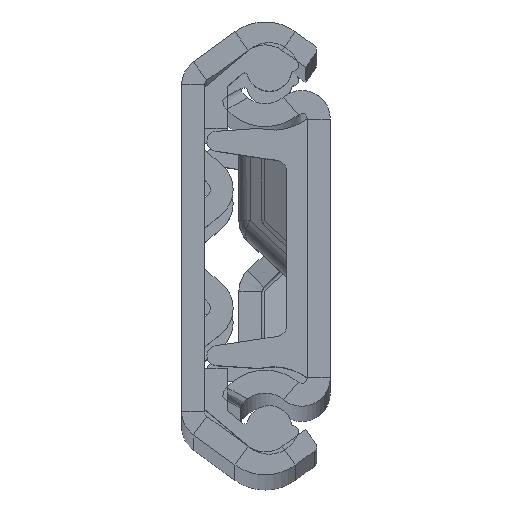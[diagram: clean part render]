
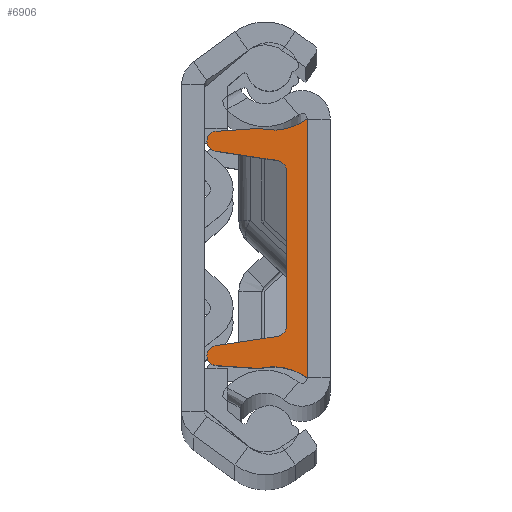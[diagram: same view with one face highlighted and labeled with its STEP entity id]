
A CAD part, top view. The second image highlights one B-rep face of the part: STEP entity #6906.
In plain terms, the highlighted face is planar.
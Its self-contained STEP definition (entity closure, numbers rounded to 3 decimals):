
#91 = ORIENTED_EDGE ( 'NONE', *, *, #3372, .T. ) ;
#93 = ORIENTED_EDGE ( 'NONE', *, *, #4587, .T. ) ;
#261 = VECTOR ( 'NONE', #6584, 1000. ) ;
#323 = DIRECTION ( 'NONE',  ( 1., 0., 0. ) ) ;
#550 = CARTESIAN_POINT ( 'NONE',  ( 6., 10.734, 0.718 ) ) ;
#605 = CARTESIAN_POINT ( 'NONE',  ( 6., 9.375, 7.925 ) ) ;
#668 = ORIENTED_EDGE ( 'NONE', *, *, #4079, .F. ) ;
#677 = EDGE_CURVE ( 'NONE', #3335, #2621, #2546, .T. ) ;
#802 = CARTESIAN_POINT ( 'NONE',  ( 6., 7.697, 2.651 ) ) ;
#1100 = AXIS2_PLACEMENT_3D ( 'NONE', #9351, #2552, #1805 ) ;
#1167 = DIRECTION ( 'NONE',  ( 0., 0., -1. ) ) ;
#1247 = CIRCLE ( 'NONE', #1100, 1. ) ;
#1299 = EDGE_CURVE ( 'NONE', #3622, #3873, #2290, .T. ) ;
#1418 = VERTEX_POINT ( 'NONE', #7584 ) ;
#1469 = DIRECTION ( 'NONE',  ( 1., 0., 0. ) ) ;
#1560 = DIRECTION ( 'NONE',  ( 0., 0.149, -0.989 ) ) ;
#1610 = VERTEX_POINT ( 'NONE', #802 ) ;
#1702 = CARTESIAN_POINT ( 'NONE',  ( 6., 0., 0. ) ) ;
#1805 = DIRECTION ( 'NONE',  ( 0., 0., -1. ) ) ;
#1897 = CIRCLE ( 'NONE', #2692, 5. ) ;
#1919 = PLANE ( 'NONE',  #3651 ) ;
#2094 = LINE ( 'NONE', #550, #7896 ) ;
#2169 = ORIENTED_EDGE ( 'NONE', *, *, #2523, .T. ) ;
#2199 = CIRCLE ( 'NONE', #9022, 0.875 ) ;
#2290 = CIRCLE ( 'NONE', #8792, 0.875 ) ;
#2523 = EDGE_CURVE ( 'NONE', #1418, #9038, #6783, .T. ) ;
#2538 = ORIENTED_EDGE ( 'NONE', *, *, #677, .F. ) ;
#2546 = LINE ( 'NONE', #1702, #8184 ) ;
#2552 = DIRECTION ( 'NONE',  ( 1., 0., 0. ) ) ;
#2621 = VERTEX_POINT ( 'NONE', #4306 ) ;
#2627 = ORIENTED_EDGE ( 'NONE', *, *, #2917, .T. ) ;
#2636 = VERTEX_POINT ( 'NONE', #3656 ) ;
#2692 = AXIS2_PLACEMENT_3D ( 'NONE', #8841, #8068, #4283 ) ;
#2711 = CARTESIAN_POINT ( 'NONE',  ( 6., 10.5, 4.216 ) ) ;
#2917 = EDGE_CURVE ( 'NONE', #5682, #8088, #2094, .T. ) ;
#2964 = VERTEX_POINT ( 'NONE', #6537 ) ;
#3007 = EDGE_CURVE ( 'NONE', #6226, #3873, #4252, .T. ) ;
#3172 = CARTESIAN_POINT ( 'NONE',  ( 6., -6.708, 1.8 ) ) ;
#3205 = AXIS2_PLACEMENT_3D ( 'NONE', #7239, #9543, #3309 ) ;
#3223 = CARTESIAN_POINT ( 'NONE',  ( 6., -9.375, 7.925 ) ) ;
#3309 = DIRECTION ( 'NONE',  ( 0., 0., -1. ) ) ;
#3335 = VERTEX_POINT ( 'NONE', #3500 ) ;
#3372 = EDGE_CURVE ( 'NONE', #2636, #8826, #5605, .T. ) ;
#3437 = ORIENTED_EDGE ( 'NONE', *, *, #9791, .F. ) ;
#3500 = CARTESIAN_POINT ( 'NONE',  ( 6., 11.35, 0. ) ) ;
#3622 = VERTEX_POINT ( 'NONE', #6144 ) ;
#3651 = AXIS2_PLACEMENT_3D ( 'NONE', #4970, #7996, #1167 ) ;
#3653 = DIRECTION ( 'NONE',  ( 1., 0., 0. ) ) ;
#3654 = EDGE_LOOP ( 'NONE', ( #3437, #9475, #5679, #9016, #668, #2538, #9436, #2627, #93, #2169, #5861, #5187, #91, #3732 ) ) ;
#3656 = CARTESIAN_POINT ( 'NONE',  ( 6., 6.708, 1.8 ) ) ;
#3697 = VECTOR ( 'NONE', #1560, 1000. ) ;
#3732 = ORIENTED_EDGE ( 'NONE', *, *, #6081, .F. ) ;
#3833 = CIRCLE ( 'NONE', #3205, 1. ) ;
#3873 = VERTEX_POINT ( 'NONE', #5135 ) ;
#3968 = DIRECTION ( 'NONE',  ( 1., 0., 0. ) ) ;
#4079 = EDGE_CURVE ( 'NONE', #2621, #6226, #5701, .T. ) ;
#4215 = CARTESIAN_POINT ( 'NONE',  ( 6., 9.375, 7.925 ) ) ;
#4252 = LINE ( 'NONE', #7433, #6148 ) ;
#4283 = DIRECTION ( 'NONE',  ( 0., 0., -1. ) ) ;
#4306 = CARTESIAN_POINT ( 'NONE',  ( 6., -11.35, 0. ) ) ;
#4359 = EDGE_CURVE ( 'NONE', #2964, #3622, #6343, .T. ) ;
#4457 = CARTESIAN_POINT ( 'NONE',  ( 6., -7.136, -1.074 ) ) ;
#4587 = EDGE_CURVE ( 'NONE', #8088, #1418, #2199, .T. ) ;
#4600 = AXIS2_PLACEMENT_3D ( 'NONE', #7757, #3968, #6349 ) ;
#4610 = DIRECTION ( 'NONE',  ( 0., 0., -1. ) ) ;
#4855 = EDGE_CURVE ( 'NONE', #2636, #1610, #1247, .T. ) ;
#4970 = CARTESIAN_POINT ( 'NONE',  ( 6., 0., 0. ) ) ;
#5135 = CARTESIAN_POINT ( 'NONE',  ( 6., -10.248, 7.983 ) ) ;
#5187 = ORIENTED_EDGE ( 'NONE', *, *, #4855, .F. ) ;
#5200 = DIRECTION ( 'NONE',  ( 0., 0.067, 0.998 ) ) ;
#5594 = DIRECTION ( 'NONE',  ( 0., -1., 0. ) ) ;
#5605 = LINE ( 'NONE', #7193, #261 ) ;
#5679 = ORIENTED_EDGE ( 'NONE', *, *, #1299, .T. ) ;
#5682 = VERTEX_POINT ( 'NONE', #2711 ) ;
#5701 = CIRCLE ( 'NONE', #6021, 5. ) ;
#5780 = LINE ( 'NONE', #8995, #7793 ) ;
#5861 = ORIENTED_EDGE ( 'NONE', *, *, #6530, .T. ) ;
#5864 = VERTEX_POINT ( 'NONE', #6099 ) ;
#5996 = CARTESIAN_POINT ( 'NONE',  ( 6., 8.51, 8.055 ) ) ;
#5999 = DIRECTION ( 'NONE',  ( 0., 0., -1. ) ) ;
#6021 = AXIS2_PLACEMENT_3D ( 'NONE', #7454, #1469, #8871 ) ;
#6081 = EDGE_CURVE ( 'NONE', #5864, #8826, #3833, .T. ) ;
#6099 = CARTESIAN_POINT ( 'NONE',  ( 6., -7.697, 2.651 ) ) ;
#6142 = AXIS2_PLACEMENT_3D ( 'NONE', #4215, #323, #7950 ) ;
#6144 = CARTESIAN_POINT ( 'NONE',  ( 6., -9.375, 8.8 ) ) ;
#6148 = VECTOR ( 'NONE', #5200, 1000. ) ;
#6226 = VERTEX_POINT ( 'NONE', #6582 ) ;
#6343 = CIRCLE ( 'NONE', #4600, 0.875 ) ;
#6349 = DIRECTION ( 'NONE',  ( 0., 0., -1. ) ) ;
#6530 = EDGE_CURVE ( 'NONE', #9038, #1610, #5780, .T. ) ;
#6537 = CARTESIAN_POINT ( 'NONE',  ( 6., -8.51, 8.055 ) ) ;
#6538 = EDGE_CURVE ( 'NONE', #5682, #3335, #1897, .T. ) ;
#6582 = CARTESIAN_POINT ( 'NONE',  ( 6., -10.5, 4.216 ) ) ;
#6584 = DIRECTION ( 'NONE',  ( 0., -1., 0. ) ) ;
#6783 = CIRCLE ( 'NONE', #6142, 0.875 ) ;
#6906 = ADVANCED_FACE ( 'NONE', ( #9418 ), #1919, .T. ) ;
#7193 = CARTESIAN_POINT ( 'NONE',  ( 6., 0., 1.8 ) ) ;
#7239 = CARTESIAN_POINT ( 'NONE',  ( 6., -6.708, 2.8 ) ) ;
#7433 = CARTESIAN_POINT ( 'NONE',  ( 6., -10.734, 0.718 ) ) ;
#7454 = CARTESIAN_POINT ( 'NONE',  ( 6., -15.35, 3. ) ) ;
#7584 = CARTESIAN_POINT ( 'NONE',  ( 6., 9.375, 8.8 ) ) ;
#7757 = CARTESIAN_POINT ( 'NONE',  ( 6., -9.375, 7.925 ) ) ;
#7793 = VECTOR ( 'NONE', #9631, 1000. ) ;
#7896 = VECTOR ( 'NONE', #9640, 1000. ) ;
#7950 = DIRECTION ( 'NONE',  ( 0., 0., -1. ) ) ;
#7996 = DIRECTION ( 'NONE',  ( 1., 0., 0. ) ) ;
#8068 = DIRECTION ( 'NONE',  ( 1., 0., 0. ) ) ;
#8088 = VERTEX_POINT ( 'NONE', #8648 ) ;
#8184 = VECTOR ( 'NONE', #5594, 1000. ) ;
#8648 = CARTESIAN_POINT ( 'NONE',  ( 6., 10.248, 7.983 ) ) ;
#8792 = AXIS2_PLACEMENT_3D ( 'NONE', #3223, #9120, #4610 ) ;
#8826 = VERTEX_POINT ( 'NONE', #3172 ) ;
#8841 = CARTESIAN_POINT ( 'NONE',  ( 6., 15.35, 3. ) ) ;
#8871 = DIRECTION ( 'NONE',  ( 0., 0., -1. ) ) ;
#8995 = CARTESIAN_POINT ( 'NONE',  ( 6., 7.136, -1.074 ) ) ;
#9013 = LINE ( 'NONE', #4457, #3697 ) ;
#9016 = ORIENTED_EDGE ( 'NONE', *, *, #3007, .F. ) ;
#9022 = AXIS2_PLACEMENT_3D ( 'NONE', #605, #3653, #5999 ) ;
#9038 = VERTEX_POINT ( 'NONE', #5996 ) ;
#9120 = DIRECTION ( 'NONE',  ( 1., 0., 0. ) ) ;
#9351 = CARTESIAN_POINT ( 'NONE',  ( 6., 6.708, 2.8 ) ) ;
#9418 = FACE_OUTER_BOUND ( 'NONE', #3654, .T. ) ;
#9436 = ORIENTED_EDGE ( 'NONE', *, *, #6538, .F. ) ;
#9475 = ORIENTED_EDGE ( 'NONE', *, *, #4359, .T. ) ;
#9543 = DIRECTION ( 'NONE',  ( 1., 0., 0. ) ) ;
#9631 = DIRECTION ( 'NONE',  ( 0., -0.149, -0.989 ) ) ;
#9640 = DIRECTION ( 'NONE',  ( 0., -0.067, 0.998 ) ) ;
#9791 = EDGE_CURVE ( 'NONE', #2964, #5864, #9013, .T. ) ;
